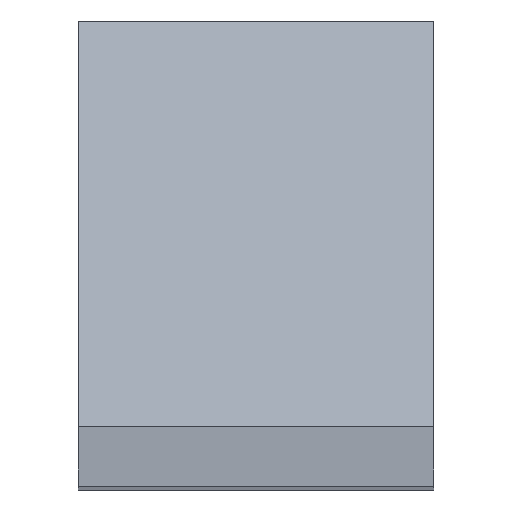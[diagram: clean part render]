
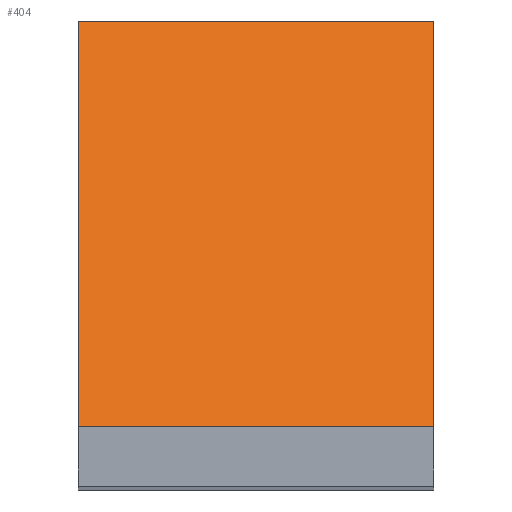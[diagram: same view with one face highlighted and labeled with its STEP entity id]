
A CAD part, top view. The second image highlights one B-rep face of the part: STEP entity #404.
In plain terms, the highlighted planar face has unit normal (0, 0.658, 0.753).
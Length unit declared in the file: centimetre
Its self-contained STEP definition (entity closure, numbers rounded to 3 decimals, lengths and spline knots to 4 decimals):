
#33=FACE_OUTER_BOUND('',#56,.T.);
#56=EDGE_LOOP('',(#331,#332,#333,#334));
#98=LINE('',#626,#151);
#101=LINE('',#632,#154);
#104=LINE('',#638,#157);
#105=LINE('',#639,#158);
#151=VECTOR('',#513,1.);
#154=VECTOR('',#518,1.);
#157=VECTOR('',#523,1.);
#158=VECTOR('',#524,1.);
#195=VERTEX_POINT('',#623);
#196=VERTEX_POINT('',#625);
#198=VERTEX_POINT('',#631);
#200=VERTEX_POINT('',#637);
#242=EDGE_CURVE('',#196,#195,#98,.T.);
#245=EDGE_CURVE('',#196,#198,#101,.T.);
#248=EDGE_CURVE('',#195,#200,#104,.T.);
#249=EDGE_CURVE('',#198,#200,#105,.T.);
#331=ORIENTED_EDGE('',*,*,#242,.T.);
#332=ORIENTED_EDGE('',*,*,#248,.T.);
#333=ORIENTED_EDGE('',*,*,#249,.F.);
#334=ORIENTED_EDGE('',*,*,#245,.F.);
#383=PLANE('',#441);
#404=ADVANCED_FACE('',(#33),#383,.T.);
#441=AXIS2_PLACEMENT_3D('',#636,#521,#522);
#513=DIRECTION('',(0.,-0.753,0.658));
#518=DIRECTION('',(1.,0.,0.));
#521=DIRECTION('center_axis',(0.,0.658,0.753));
#522=DIRECTION('ref_axis',(0.,-0.753,0.658));
#523=DIRECTION('',(1.,0.,0.));
#524=DIRECTION('',(0.,-0.753,0.658));
#623=CARTESIAN_POINT('',(15.7224,0.9919,9.0859));
#625=CARTESIAN_POINT('',(15.7224,5.5499,5.1));
#626=CARTESIAN_POINT('',(15.7224,5.5499,5.1));
#631=CARTESIAN_POINT('',(19.7224,5.5499,5.1));
#632=CARTESIAN_POINT('',(15.7224,5.5499,5.1));
#636=CARTESIAN_POINT('Origin',(15.7224,5.5499,5.1));
#637=CARTESIAN_POINT('',(19.7224,0.9919,9.0859));
#638=CARTESIAN_POINT('',(15.7224,0.9919,9.0859));
#639=CARTESIAN_POINT('',(19.7224,5.5499,5.1));
